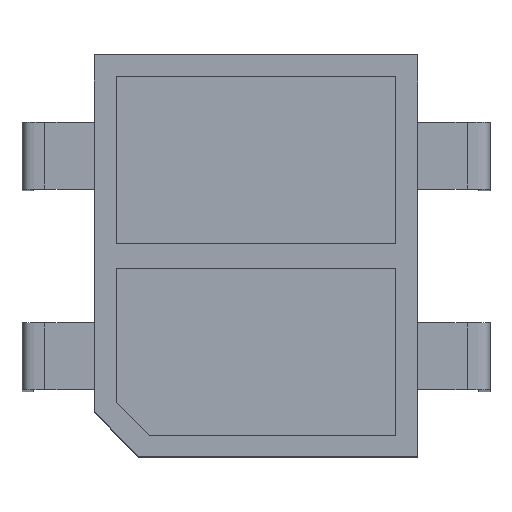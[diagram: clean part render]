
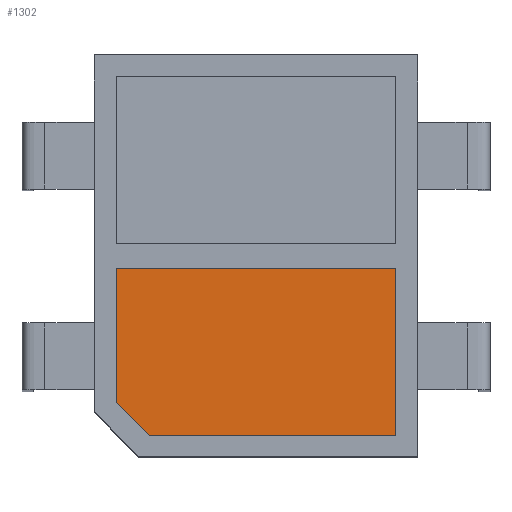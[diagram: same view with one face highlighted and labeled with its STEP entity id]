
A CAD part, top view. The second image highlights one B-rep face of the part: STEP entity #1302.
In plain terms, the highlighted planar face has unit normal (0, 0, 1).
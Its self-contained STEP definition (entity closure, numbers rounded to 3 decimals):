
#132=FACE_OUTER_BOUND('',#209,.T.);
#209=EDGE_LOOP('',(#1138,#1139,#1140,#1141,#1142));
#345=LINE('',#2255,#498);
#348=LINE('',#2261,#501);
#351=LINE('',#2267,#504);
#354=LINE('',#2273,#507);
#357=LINE('',#2277,#510);
#498=VECTOR('',#1634,10.);
#501=VECTOR('',#1639,10.);
#504=VECTOR('',#1644,10.);
#507=VECTOR('',#1649,10.);
#510=VECTOR('',#1654,10.);
#625=VERTEX_POINT('',#2252);
#626=VERTEX_POINT('',#2254);
#628=VERTEX_POINT('',#2260);
#630=VERTEX_POINT('',#2266);
#632=VERTEX_POINT('',#2272);
#793=EDGE_CURVE('',#626,#625,#345,.T.);
#796=EDGE_CURVE('',#628,#626,#348,.T.);
#799=EDGE_CURVE('',#630,#628,#351,.T.);
#802=EDGE_CURVE('',#632,#630,#354,.T.);
#805=EDGE_CURVE('',#625,#632,#357,.T.);
#1138=ORIENTED_EDGE('',*,*,#805,.T.);
#1139=ORIENTED_EDGE('',*,*,#802,.T.);
#1140=ORIENTED_EDGE('',*,*,#799,.T.);
#1141=ORIENTED_EDGE('',*,*,#796,.T.);
#1142=ORIENTED_EDGE('',*,*,#793,.T.);
#1227=PLANE('',#1394);
#1302=ADVANCED_FACE('',(#132),#1227,.T.);
#1394=AXIS2_PLACEMENT_3D('',#2278,#1655,#1656);
#1634=DIRECTION('',(-1.,0.,0.));
#1639=DIRECTION('',(0.,1.,0.));
#1644=DIRECTION('',(1.,0.,0.));
#1649=DIRECTION('',(0.704,-0.711,0.));
#1654=DIRECTION('',(0.,-1.,0.));
#1655=DIRECTION('center_axis',(0.,0.,1.));
#1656=DIRECTION('ref_axis',(1.,0.,0.));
#2252=CARTESIAN_POINT('',(-1.263,-0.096,1.619));
#2254=CARTESIAN_POINT('',(1.237,-0.096,1.619));
#2255=CARTESIAN_POINT('',(1.237,-0.096,1.619));
#2260=CARTESIAN_POINT('',(1.237,-1.596,1.619));
#2261=CARTESIAN_POINT('',(1.237,-1.596,1.619));
#2266=CARTESIAN_POINT('',(-0.97,-1.596,1.619));
#2267=CARTESIAN_POINT('',(-0.97,-1.596,1.619));
#2272=CARTESIAN_POINT('',(-1.263,-1.301,1.619));
#2273=CARTESIAN_POINT('',(-1.263,-1.301,1.619));
#2277=CARTESIAN_POINT('',(-1.263,-0.096,1.619));
#2278=CARTESIAN_POINT('Origin',(-0.013,-0.846,
1.619));
